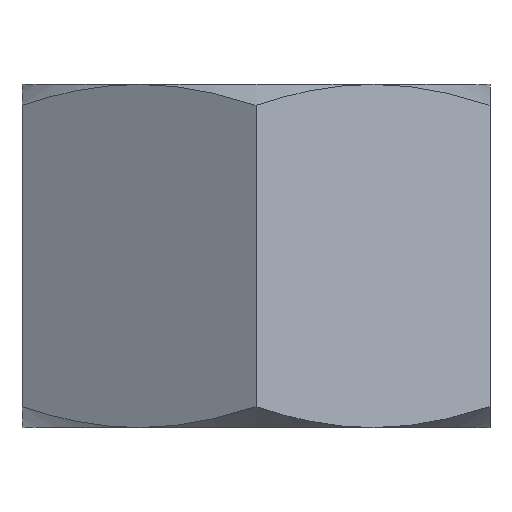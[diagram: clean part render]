
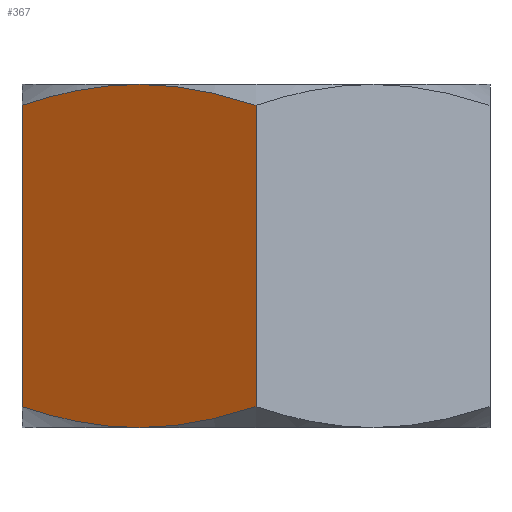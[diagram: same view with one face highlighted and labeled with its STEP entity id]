
A CAD part, front view. The second image highlights one B-rep face of the part: STEP entity #367.
In plain terms, the highlighted planar face has unit normal (-0.5, -0.866, 0).
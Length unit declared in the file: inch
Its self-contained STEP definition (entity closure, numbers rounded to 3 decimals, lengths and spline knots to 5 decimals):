
#28=(
BOUNDED_CURVE()
B_SPLINE_CURVE(2,(#1208,#1209,#1210),.UNSPECIFIED.,.F.,.F.)
B_SPLINE_CURVE_WITH_KNOTS((3,3),(-6.24117,-4.6097),
 .UNSPECIFIED.)
CURVE()
GEOMETRIC_REPRESENTATION_ITEM()
RATIONAL_B_SPLINE_CURVE((2.175,2.343,2.343))
REPRESENTATION_ITEM('')
);
#29=(
BOUNDED_CURVE()
B_SPLINE_CURVE(2,(#1212,#1213,#1214),.UNSPECIFIED.,.F.,.F.)
B_SPLINE_CURVE_WITH_KNOTS((3,3),(-4.6097,-2.97823),
 .UNSPECIFIED.)
CURVE()
GEOMETRIC_REPRESENTATION_ITEM()
RATIONAL_B_SPLINE_CURVE((2.343,2.343,2.175))
REPRESENTATION_ITEM('')
);
#30=(
BOUNDED_CURVE()
B_SPLINE_CURVE(2,(#1217,#1218,#1219),.UNSPECIFIED.,.F.,.F.)
B_SPLINE_CURVE_WITH_KNOTS((3,3),(4.6097,6.24117),
 .UNSPECIFIED.)
CURVE()
GEOMETRIC_REPRESENTATION_ITEM()
RATIONAL_B_SPLINE_CURVE((2.343,2.343,2.175))
REPRESENTATION_ITEM('')
);
#31=(
BOUNDED_CURVE()
B_SPLINE_CURVE(2,(#1220,#1221,#1222),.UNSPECIFIED.,.F.,.F.)
B_SPLINE_CURVE_WITH_KNOTS((3,3),(2.97823,4.6097),
 .UNSPECIFIED.)
CURVE()
GEOMETRIC_REPRESENTATION_ITEM()
RATIONAL_B_SPLINE_CURVE((2.175,2.343,2.343))
REPRESENTATION_ITEM('')
);
#48=LINE('',#1199,#54);
#49=LINE('',#1216,#55);
#54=VECTOR('',#470,0.60377);
#55=VECTOR('',#473,0.60377);
#63=PLANE('',#407);
#75=FACE_OUTER_BOUND('',#102,.T.);
#102=EDGE_LOOP('',(#267,#268,#269,#270,#271,#272));
#160=VERTEX_POINT('',#1166);
#167=VERTEX_POINT('',#1194);
#168=VERTEX_POINT('',#1198);
#169=VERTEX_POINT('',#1207);
#170=VERTEX_POINT('',#1211);
#171=VERTEX_POINT('',#1215);
#205=EDGE_CURVE('',#168,#167,#48,.T.);
#208=EDGE_CURVE('',#167,#169,#28,.T.);
#209=EDGE_CURVE('',#169,#170,#29,.T.);
#210=EDGE_CURVE('',#171,#170,#49,.T.);
#211=EDGE_CURVE('',#160,#171,#30,.T.);
#212=EDGE_CURVE('',#168,#160,#31,.T.);
#267=ORIENTED_EDGE('',*,*,#205,.T.);
#268=ORIENTED_EDGE('',*,*,#208,.T.);
#269=ORIENTED_EDGE('',*,*,#209,.T.);
#270=ORIENTED_EDGE('',*,*,#210,.F.);
#271=ORIENTED_EDGE('',*,*,#211,.F.);
#272=ORIENTED_EDGE('',*,*,#212,.F.);
#367=ADVANCED_FACE('',(#75),#63,.F.);
#407=AXIS2_PLACEMENT_3D('',#1206,#471,#472);
#470=DIRECTION('',(0.,0.,-1.));
#471=DIRECTION('center_axis',(0.5,0.866,0.));
#472=DIRECTION('ref_axis',(-0.866,0.5,0.));
#473=DIRECTION('',(0.,0.,-1.));
#1166=CARTESIAN_POINT('',(-0.23438,-0.40595,0.34375));
#1194=CARTESIAN_POINT('',(-0.46875,-0.27063,-0.30188));
#1198=CARTESIAN_POINT('',(-0.46875,-0.27063,0.30188));
#1199=CARTESIAN_POINT('',(-0.46875,-0.27063,0.34375));
#1206=CARTESIAN_POINT('Origin',(-0.46875,-0.27063,0.34375));
#1207=CARTESIAN_POINT('',(-0.23438,-0.40595,-0.34375));
#1208=CARTESIAN_POINT('Ctrl Pts',(-0.46875,-0.27063,
-0.30188));
#1209=CARTESIAN_POINT('Ctrl Pts',(-0.34315,-0.34315,
-0.34375));
#1210=CARTESIAN_POINT('Ctrl Pts',(-0.23438,-0.40595,-0.34375));
#1211=CARTESIAN_POINT('',(0.,-0.54127,-0.30188));
#1212=CARTESIAN_POINT('Ctrl Pts',(-0.23438,-0.40595,-0.34375));
#1213=CARTESIAN_POINT('Ctrl Pts',(-0.1256,-0.46875,-0.34375));
#1214=CARTESIAN_POINT('Ctrl Pts',(0.,-0.54127,
-0.30188));
#1215=CARTESIAN_POINT('',(0.,-0.54127,0.30188));
#1216=CARTESIAN_POINT('',(0.,-0.54127,0.34375));
#1217=CARTESIAN_POINT('Ctrl Pts',(-0.23438,-0.40595,0.34375));
#1218=CARTESIAN_POINT('Ctrl Pts',(-0.1256,-0.46875,
0.34375));
#1219=CARTESIAN_POINT('Ctrl Pts',(0.,-0.54127,
0.30188));
#1220=CARTESIAN_POINT('Ctrl Pts',(-0.46875,-0.27063,0.30188));
#1221=CARTESIAN_POINT('Ctrl Pts',(-0.34315,-0.34315,
0.34375));
#1222=CARTESIAN_POINT('Ctrl Pts',(-0.23438,-0.40595,0.34375));
